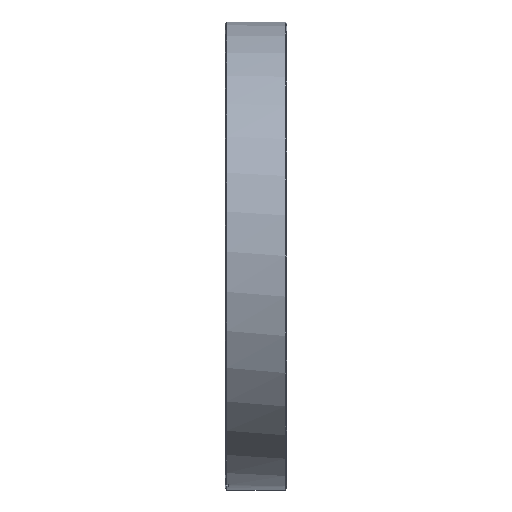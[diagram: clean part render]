
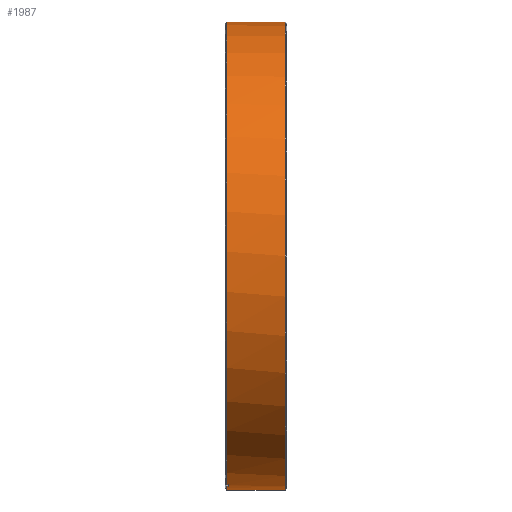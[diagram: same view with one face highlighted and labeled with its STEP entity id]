
A CAD part, left-side view. The second image highlights one B-rep face of the part: STEP entity #1987.
In plain terms, the highlighted cylindrical face has radius 75.8 mm (diameter 151.6 mm), a partial arc.
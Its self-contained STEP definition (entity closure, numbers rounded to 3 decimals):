
#30 = ORIENTED_EDGE ( 'NONE', *, *, #100, .T. ) ;
#53 = CARTESIAN_POINT ( 'NONE',  ( -15.767, 19.776, -74.142 ) ) ;
#100 = EDGE_CURVE ( 'NONE', #2442, #2413, #686, .T. ) ;
#106 = FACE_OUTER_BOUND ( 'NONE', #1254, .T. ) ;
#125 = CARTESIAN_POINT ( 'NONE',  ( 0., 19.776, 0. ) ) ;
#156 = AXIS2_PLACEMENT_3D ( 'NONE', #1945, #731, #2152 ) ;
#251 = VERTEX_POINT ( 'NONE', #1270 ) ;
#252 = DIRECTION ( 'NONE',  ( 0., 1., 0. ) ) ;
#334 = DIRECTION ( 'NONE',  ( 0., 0., 1. ) ) ;
#476 = EDGE_CURVE ( 'NONE', #2381, #2319, #543, .T. ) ;
#520 = EDGE_CURVE ( 'NONE', #939, #2319, #2532, .T. ) ;
#543 = CIRCLE ( 'NONE', #983, 75.8 ) ;
#626 = CARTESIAN_POINT ( 'NONE',  ( 0., -1., 0. ) ) ;
#686 = CIRCLE ( 'NONE', #1684, 75.8 ) ;
#731 = DIRECTION ( 'NONE',  ( 0., -1., 0. ) ) ;
#735 = LINE ( 'NONE', #1818, #1140 ) ;
#828 = DIRECTION ( 'NONE',  ( 0., 0., 1. ) ) ;
#852 = DIRECTION ( 'NONE',  ( 0., 1., 0. ) ) ;
#878 = VECTOR ( 'NONE', #252, 1000. ) ;
#912 = EDGE_CURVE ( 'NONE', #1070, #251, #1423, .T. ) ;
#931 = CYLINDRICAL_SURFACE ( 'NONE', #1814, 75.8 ) ;
#939 = VERTEX_POINT ( 'NONE', #2094 ) ;
#955 = DIRECTION ( 'NONE',  ( 0., 1., 0. ) ) ;
#966 = EDGE_CURVE ( 'NONE', #251, #2541, #2258, .T. ) ;
#983 = AXIS2_PLACEMENT_3D ( 'NONE', #1271, #2501, #1058 ) ;
#1003 = DIRECTION ( 'NONE',  ( 0., 1., 0. ) ) ;
#1058 = DIRECTION ( 'NONE',  ( 0., 0., 1. ) ) ;
#1070 = VERTEX_POINT ( 'NONE', #2240 ) ;
#1140 = VECTOR ( 'NONE', #1003, 1000. ) ;
#1202 = CARTESIAN_POINT ( 'NONE',  ( 0., -19.4, 75.8 ) ) ;
#1254 = EDGE_LOOP ( 'NONE', ( #1804, #30, #2053, #1988, #2203, #2608, #2424, #2091 ) ) ;
#1270 = CARTESIAN_POINT ( 'NONE',  ( -13.806, -0.5, -74.532 ) ) ;
#1271 = CARTESIAN_POINT ( 'NONE',  ( 0., -0.5, 0. ) ) ;
#1345 = DIRECTION ( 'NONE',  ( 0., 1., 0. ) ) ;
#1355 = CARTESIAN_POINT ( 'NONE',  ( 0., -0.5, -75.8 ) ) ;
#1370 = CARTESIAN_POINT ( 'NONE',  ( 0., -0.5, 75.8 ) ) ;
#1423 = LINE ( 'NONE', #1456, #878 ) ;
#1456 = CARTESIAN_POINT ( 'NONE',  ( -13.806, 19.776, -74.532 ) ) ;
#1521 = EDGE_CURVE ( 'NONE', #2442, #2541, #2332, .T. ) ;
#1658 = EDGE_CURVE ( 'NONE', #2413, #2381, #735, .T. ) ;
#1669 = CIRCLE ( 'NONE', #2002, 75.8 ) ;
#1684 = AXIS2_PLACEMENT_3D ( 'NONE', #2393, #955, #2179 ) ;
#1787 = EDGE_CURVE ( 'NONE', #939, #1070, #1669, .T. ) ;
#1789 = VECTOR ( 'NONE', #1965, 1000. ) ;
#1804 = ORIENTED_EDGE ( 'NONE', *, *, #1521, .F. ) ;
#1814 = AXIS2_PLACEMENT_3D ( 'NONE', #125, #1345, #334 ) ;
#1818 = CARTESIAN_POINT ( 'NONE',  ( 0., 19.776, 75.8 ) ) ;
#1945 = CARTESIAN_POINT ( 'NONE',  ( 0., -0.5, 0. ) ) ;
#1965 = DIRECTION ( 'NONE',  ( 0., 1., 0. ) ) ;
#1979 = VECTOR ( 'NONE', #852, 1000. ) ;
#1981 = CARTESIAN_POINT ( 'NONE',  ( -15.767, -0.5, -74.142 ) ) ;
#1987 = ADVANCED_FACE ( 'NONE', ( #106 ), #931, .T. ) ;
#1988 = ORIENTED_EDGE ( 'NONE', *, *, #476, .T. ) ;
#2002 = AXIS2_PLACEMENT_3D ( 'NONE', #626, #2056, #828 ) ;
#2053 = ORIENTED_EDGE ( 'NONE', *, *, #1658, .T. ) ;
#2056 = DIRECTION ( 'NONE',  ( 0., -1., 0. ) ) ;
#2091 = ORIENTED_EDGE ( 'NONE', *, *, #966, .T. ) ;
#2094 = CARTESIAN_POINT ( 'NONE',  ( -15.767, -1., -74.142 ) ) ;
#2152 = DIRECTION ( 'NONE',  ( 0., 0., 1. ) ) ;
#2179 = DIRECTION ( 'NONE',  ( 0., 0., -1. ) ) ;
#2203 = ORIENTED_EDGE ( 'NONE', *, *, #520, .F. ) ;
#2240 = CARTESIAN_POINT ( 'NONE',  ( -13.806, -1., -74.532 ) ) ;
#2258 = CIRCLE ( 'NONE', #156, 75.8 ) ;
#2319 = VERTEX_POINT ( 'NONE', #1981 ) ;
#2332 = LINE ( 'NONE', #2387, #1789 ) ;
#2356 = CARTESIAN_POINT ( 'NONE',  ( 0., -19.4, -75.8 ) ) ;
#2381 = VERTEX_POINT ( 'NONE', #1370 ) ;
#2387 = CARTESIAN_POINT ( 'NONE',  ( 0., 19.776, -75.8 ) ) ;
#2393 = CARTESIAN_POINT ( 'NONE',  ( 0., -19.4, 0. ) ) ;
#2413 = VERTEX_POINT ( 'NONE', #1202 ) ;
#2424 = ORIENTED_EDGE ( 'NONE', *, *, #912, .T. ) ;
#2442 = VERTEX_POINT ( 'NONE', #2356 ) ;
#2501 = DIRECTION ( 'NONE',  ( 0., -1., 0. ) ) ;
#2532 = LINE ( 'NONE', #53, #1979 ) ;
#2541 = VERTEX_POINT ( 'NONE', #1355 ) ;
#2608 = ORIENTED_EDGE ( 'NONE', *, *, #1787, .T. ) ;
